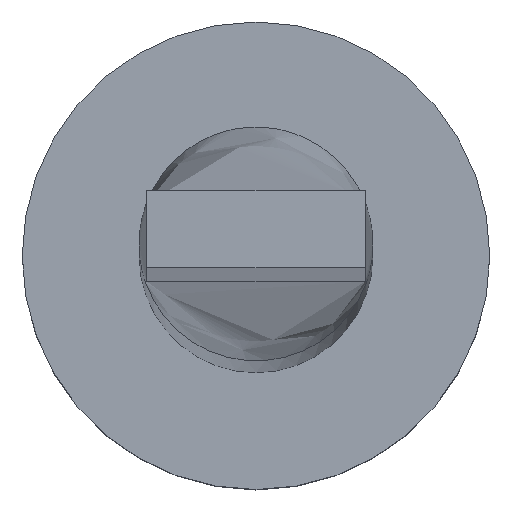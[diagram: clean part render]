
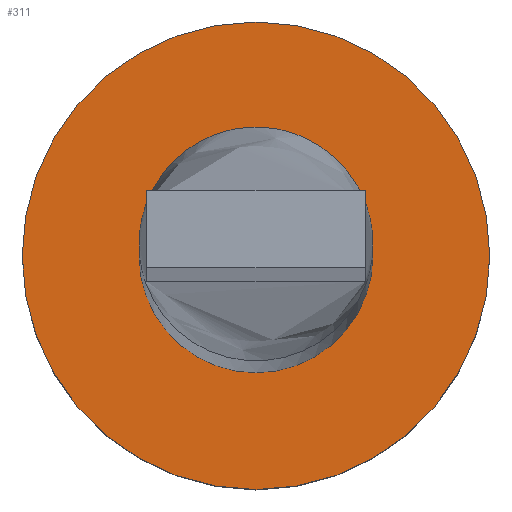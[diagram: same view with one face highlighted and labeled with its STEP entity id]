
A CAD part, top view. The second image highlights one B-rep face of the part: STEP entity #311.
In plain terms, the highlighted planar face has unit normal (0, 0, 1).
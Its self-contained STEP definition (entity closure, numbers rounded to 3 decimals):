
#30 = VERTEX_POINT ( 'NONE', #348 ) ;
#50 = DIRECTION ( 'NONE',  ( 1., 0., 0. ) ) ;
#51 = DIRECTION ( 'NONE',  ( 0., 0., 1. ) ) ;
#55 = CARTESIAN_POINT ( 'NONE',  ( 0., 0., 3. ) ) ;
#83 = VERTEX_POINT ( 'NONE', #241 ) ;
#88 = ORIENTED_EDGE ( 'NONE', *, *, #278, .F. ) ;
#98 = DIRECTION ( 'NONE',  ( 0., 0., 1. ) ) ;
#110 = VERTEX_POINT ( 'NONE', #197 ) ;
#116 = ORIENTED_EDGE ( 'NONE', *, *, #419, .F. ) ;
#126 = EDGE_CURVE ( 'NONE', #439, #110, #564, .T. ) ;
#143 = CARTESIAN_POINT ( 'NONE',  ( -3., 0., 3. ) ) ;
#144 = CARTESIAN_POINT ( 'NONE',  ( 0., 0., 3. ) ) ;
#151 = DIRECTION ( 'NONE',  ( 0., 0., 1. ) ) ;
#162 = DIRECTION ( 'NONE',  ( 1., 0., 0. ) ) ;
#193 = EDGE_CURVE ( 'NONE', #110, #439, #244, .T. ) ;
#197 = CARTESIAN_POINT ( 'NONE',  ( 3., 0., 3. ) ) ;
#198 = CIRCLE ( 'NONE', #526, 1.5 ) ;
#208 = EDGE_LOOP ( 'NONE', ( #116, #88 ) ) ;
#220 = AXIS2_PLACEMENT_3D ( 'NONE', #459, #51, #421 ) ;
#223 = AXIS2_PLACEMENT_3D ( 'NONE', #55, #562, #162 ) ;
#227 = DIRECTION ( 'NONE',  ( 1., 0., 0. ) ) ;
#233 = CIRCLE ( 'NONE', #223, 1.5 ) ;
#241 = CARTESIAN_POINT ( 'NONE',  ( -1.5, 0., 3. ) ) ;
#244 = CIRCLE ( 'NONE', #319, 3. ) ;
#276 = CARTESIAN_POINT ( 'NONE',  ( 0., 0., 3. ) ) ;
#278 = EDGE_CURVE ( 'NONE', #30, #83, #233, .T. ) ;
#311 = ADVANCED_FACE ( 'NONE', ( #445, #352 ), #519, .T. ) ;
#319 = AXIS2_PLACEMENT_3D ( 'NONE', #144, #151, #227 ) ;
#348 = CARTESIAN_POINT ( 'NONE',  ( 1.5, 0., 3. ) ) ;
#352 = FACE_OUTER_BOUND ( 'NONE', #377, .T. ) ;
#377 = EDGE_LOOP ( 'NONE', ( #575, #578 ) ) ;
#396 = DIRECTION ( 'NONE',  ( 1., 0., 0. ) ) ;
#398 = AXIS2_PLACEMENT_3D ( 'NONE', #434, #482, #396 ) ;
#419 = EDGE_CURVE ( 'NONE', #83, #30, #198, .T. ) ;
#421 = DIRECTION ( 'NONE',  ( 1., 0., 0. ) ) ;
#434 = CARTESIAN_POINT ( 'NONE',  ( 0., 0., 3. ) ) ;
#439 = VERTEX_POINT ( 'NONE', #143 ) ;
#445 = FACE_BOUND ( 'NONE', #208, .T. ) ;
#459 = CARTESIAN_POINT ( 'NONE',  ( 0., 0., 3. ) ) ;
#482 = DIRECTION ( 'NONE',  ( 0., 0., 1. ) ) ;
#519 = PLANE ( 'NONE',  #398 ) ;
#526 = AXIS2_PLACEMENT_3D ( 'NONE', #276, #98, #50 ) ;
#562 = DIRECTION ( 'NONE',  ( 0., 0., 1. ) ) ;
#564 = CIRCLE ( 'NONE', #220, 3. ) ;
#575 = ORIENTED_EDGE ( 'NONE', *, *, #126, .T. ) ;
#578 = ORIENTED_EDGE ( 'NONE', *, *, #193, .T. ) ;
